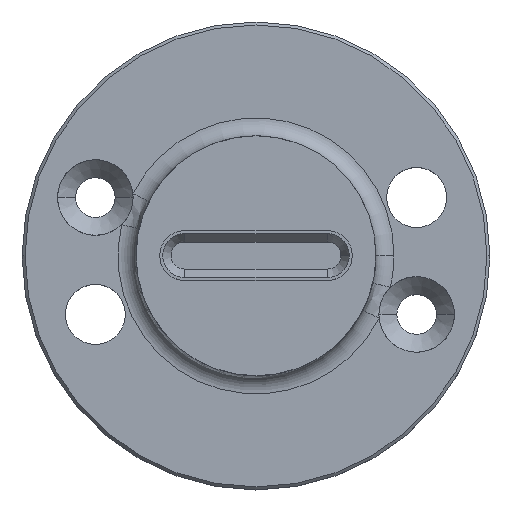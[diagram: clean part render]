
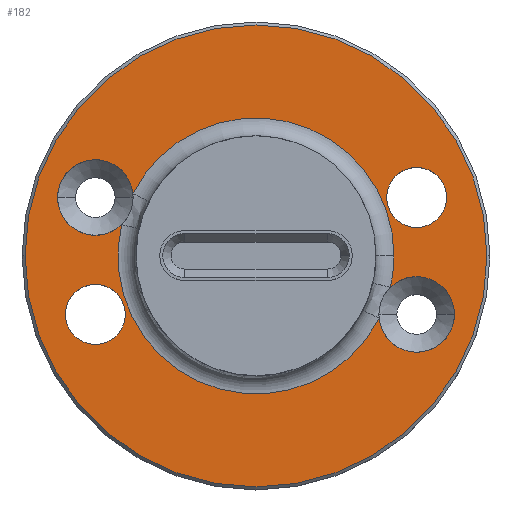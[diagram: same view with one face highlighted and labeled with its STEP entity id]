
A CAD part, top view. The second image highlights one B-rep face of the part: STEP entity #182.
In plain terms, the highlighted planar face has unit normal (0, 0, 1).
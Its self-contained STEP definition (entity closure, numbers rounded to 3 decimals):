
#9 = DIRECTION ( 'NONE',  ( 0., 0., 1. ) ) ;
#26 = CARTESIAN_POINT ( 'NONE',  ( 20.515, -10.399, 10. ) ) ;
#27 = AXIS2_PLACEMENT_3D ( 'NONE', #1500, #135, #499 ) ;
#39 = CIRCLE ( 'NONE', #539, 6.3 ) ;
#44 = CARTESIAN_POINT ( 'NONE',  ( 23., 0., 10. ) ) ;
#62 = AXIS2_PLACEMENT_3D ( 'NONE', #616, #856, #98 ) ;
#63 = CARTESIAN_POINT ( 'NONE',  ( 21.781, 9.748, 10. ) ) ;
#69 = VERTEX_POINT ( 'NONE', #274 ) ;
#70 = DIRECTION ( 'NONE',  ( 1., 0., 0. ) ) ;
#86 = ORIENTED_EDGE ( 'NONE', *, *, #1427, .F. ) ;
#93 = EDGE_CURVE ( 'NONE', #1194, #1509, #39, .T. ) ;
#98 = DIRECTION ( 'NONE',  ( 1., 0., 0. ) ) ;
#101 = FACE_BOUND ( 'NONE', #894, .T. ) ;
#119 = AXIS2_PLACEMENT_3D ( 'NONE', #1543, #580, #764 ) ;
#135 = DIRECTION ( 'NONE',  ( 0., 0., 1. ) ) ;
#142 = CARTESIAN_POINT ( 'NONE',  ( -26.781, 9.748, 10. ) ) ;
#182 = ADVANCED_FACE ( 'NONE', ( #1516, #1396, #101, #754 ), #646, .T. ) ;
#198 = AXIS2_PLACEMENT_3D ( 'NONE', #868, #1376, #1497 ) ;
#200 = CARTESIAN_POINT ( 'NONE',  ( -20.515, 10.399, 10. ) ) ;
#203 = CARTESIAN_POINT ( 'NONE',  ( -21.781, -9.748, 10. ) ) ;
#208 = CARTESIAN_POINT ( 'NONE',  ( 38.5, 0., 10. ) ) ;
#213 = EDGE_CURVE ( 'NONE', #736, #353, #936, .T. ) ;
#234 = CARTESIAN_POINT ( 'NONE',  ( -31.781, -9.748, 10. ) ) ;
#235 = ORIENTED_EDGE ( 'NONE', *, *, #213, .F. ) ;
#247 = DIRECTION ( 'NONE',  ( 0., 0., -1. ) ) ;
#267 = EDGE_LOOP ( 'NONE', ( #634, #235 ) ) ;
#274 = CARTESIAN_POINT ( 'NONE',  ( 33.081, -9.748, 10. ) ) ;
#350 = EDGE_CURVE ( 'NONE', #1102, #1273, #688, .T. ) ;
#353 = VERTEX_POINT ( 'NONE', #1053 ) ;
#403 = CARTESIAN_POINT ( 'NONE',  ( -38.5, 0., 10. ) ) ;
#410 = EDGE_CURVE ( 'NONE', #1009, #1513, #1251, .T. ) ;
#452 = AXIS2_PLACEMENT_3D ( 'NONE', #622, #1353, #489 ) ;
#456 = ORIENTED_EDGE ( 'NONE', *, *, #632, .F. ) ;
#459 = CARTESIAN_POINT ( 'NONE',  ( 22.4, -5.221, 10. ) ) ;
#489 = DIRECTION ( 'NONE',  ( 1., 0., 0. ) ) ;
#499 = DIRECTION ( 'NONE',  ( 1., 0., 0. ) ) ;
#537 = VERTEX_POINT ( 'NONE', #44 ) ;
#539 = AXIS2_PLACEMENT_3D ( 'NONE', #142, #1391, #1176 ) ;
#543 = AXIS2_PLACEMENT_3D ( 'NONE', #1113, #247, #992 ) ;
#557 = VERTEX_POINT ( 'NONE', #26 ) ;
#561 = ORIENTED_EDGE ( 'NONE', *, *, #965, .F. ) ;
#576 = VERTEX_POINT ( 'NONE', #1524 ) ;
#580 = DIRECTION ( 'NONE',  ( 0., 0., 1. ) ) ;
#604 = CARTESIAN_POINT ( 'NONE',  ( -33.081, 9.748, 10. ) ) ;
#616 = CARTESIAN_POINT ( 'NONE',  ( 0., 0., 10. ) ) ;
#622 = CARTESIAN_POINT ( 'NONE',  ( 26.781, -9.748, 10. ) ) ;
#632 = EDGE_CURVE ( 'NONE', #1513, #1009, #1367, .T. ) ;
#634 = ORIENTED_EDGE ( 'NONE', *, *, #999, .F. ) ;
#635 = CARTESIAN_POINT ( 'NONE',  ( -26.781, -9.748, 10. ) ) ;
#638 = EDGE_LOOP ( 'NONE', ( #857, #1158 ) ) ;
#646 = PLANE ( 'NONE',  #1522 ) ;
#656 = EDGE_CURVE ( 'NONE', #557, #576, #1331, .T. ) ;
#688 = CIRCLE ( 'NONE', #759, 38.5 ) ;
#704 = CIRCLE ( 'NONE', #198, 5. ) ;
#730 = VERTEX_POINT ( 'NONE', #459 ) ;
#736 = VERTEX_POINT ( 'NONE', #63 ) ;
#737 = DIRECTION ( 'NONE',  ( 0., 0., 1. ) ) ;
#749 = DIRECTION ( 'NONE',  ( 0., 0., 1. ) ) ;
#754 = FACE_BOUND ( 'NONE', #267, .T. ) ;
#759 = AXIS2_PLACEMENT_3D ( 'NONE', #1343, #9, #761 ) ;
#761 = DIRECTION ( 'NONE',  ( 1., 0., 0. ) ) ;
#764 = DIRECTION ( 'NONE',  ( 1., 0., 0. ) ) ;
#791 = DIRECTION ( 'NONE',  ( 0., 0., 1. ) ) ;
#793 = CARTESIAN_POINT ( 'NONE',  ( -26.781, -9.748, 10. ) ) ;
#808 = DIRECTION ( 'NONE',  ( 0., 0., -1. ) ) ;
#856 = DIRECTION ( 'NONE',  ( 0., 0., 1. ) ) ;
#857 = ORIENTED_EDGE ( 'NONE', *, *, #350, .T. ) ;
#868 = CARTESIAN_POINT ( 'NONE',  ( 26.781, 9.748, 10. ) ) ;
#886 = DIRECTION ( 'NONE',  ( 1., 0., 0. ) ) ;
#894 = EDGE_LOOP ( 'NONE', ( #895, #456 ) ) ;
#895 = ORIENTED_EDGE ( 'NONE', *, *, #410, .F. ) ;
#898 = DIRECTION ( 'NONE',  ( 1., 0., 0. ) ) ;
#903 = EDGE_CURVE ( 'NONE', #557, #69, #1559, .T. ) ;
#922 = CARTESIAN_POINT ( 'NONE',  ( 0., 0., 10. ) ) ;
#936 = CIRCLE ( 'NONE', #27, 5. ) ;
#965 = EDGE_CURVE ( 'NONE', #1509, #576, #1069, .T. ) ;
#992 = DIRECTION ( 'NONE',  ( 1., 0., 0. ) ) ;
#994 = CARTESIAN_POINT ( 'NONE',  ( 0., 0., 10. ) ) ;
#999 = EDGE_CURVE ( 'NONE', #353, #736, #704, .T. ) ;
#1009 = VERTEX_POINT ( 'NONE', #203 ) ;
#1025 = ORIENTED_EDGE ( 'NONE', *, *, #1428, .T. ) ;
#1053 = CARTESIAN_POINT ( 'NONE',  ( 31.781, 9.748, 10. ) ) ;
#1069 = CIRCLE ( 'NONE', #119, 6.3 ) ;
#1076 = DIRECTION ( 'NONE',  ( 1., 0., 0. ) ) ;
#1100 = DIRECTION ( 'NONE',  ( 1., 0., 0. ) ) ;
#1102 = VERTEX_POINT ( 'NONE', #403 ) ;
#1107 = ORIENTED_EDGE ( 'NONE', *, *, #93, .F. ) ;
#1113 = CARTESIAN_POINT ( 'NONE',  ( 0., 0., 10. ) ) ;
#1130 = DIRECTION ( 'NONE',  ( 1., 0., 0. ) ) ;
#1132 = EDGE_CURVE ( 'NONE', #537, #730, #1385, .T. ) ;
#1154 = CIRCLE ( 'NONE', #62, 38.5 ) ;
#1158 = ORIENTED_EDGE ( 'NONE', *, *, #1415, .T. ) ;
#1176 = DIRECTION ( 'NONE',  ( 1., 0., 0. ) ) ;
#1194 = VERTEX_POINT ( 'NONE', #200 ) ;
#1213 = AXIS2_PLACEMENT_3D ( 'NONE', #1255, #791, #898 ) ;
#1243 = AXIS2_PLACEMENT_3D ( 'NONE', #793, #1337, #886 ) ;
#1251 = CIRCLE ( 'NONE', #1243, 5. ) ;
#1255 = CARTESIAN_POINT ( 'NONE',  ( 26.781, -9.748, 10. ) ) ;
#1273 = VERTEX_POINT ( 'NONE', #208 ) ;
#1292 = CARTESIAN_POINT ( 'NONE',  ( 0., 0., 10. ) ) ;
#1301 = AXIS2_PLACEMENT_3D ( 'NONE', #635, #737, #1076 ) ;
#1307 = ORIENTED_EDGE ( 'NONE', *, *, #1132, .T. ) ;
#1331 = CIRCLE ( 'NONE', #1461, 23. ) ;
#1337 = DIRECTION ( 'NONE',  ( 0., 0., 1. ) ) ;
#1343 = CARTESIAN_POINT ( 'NONE',  ( 0., 0., 10. ) ) ;
#1353 = DIRECTION ( 'NONE',  ( 0., 0., 1. ) ) ;
#1363 = ORIENTED_EDGE ( 'NONE', *, *, #656, .T. ) ;
#1367 = CIRCLE ( 'NONE', #1301, 5. ) ;
#1376 = DIRECTION ( 'NONE',  ( 0., 0., 1. ) ) ;
#1381 = EDGE_LOOP ( 'NONE', ( #1511, #1363, #561, #1107, #1025, #1307, #86 ) ) ;
#1385 = CIRCLE ( 'NONE', #1501, 23. ) ;
#1391 = DIRECTION ( 'NONE',  ( 0., 0., 1. ) ) ;
#1396 = FACE_BOUND ( 'NONE', #1381, .T. ) ;
#1415 = EDGE_CURVE ( 'NONE', #1273, #1102, #1154, .T. ) ;
#1427 = EDGE_CURVE ( 'NONE', #69, #730, #1471, .T. ) ;
#1428 = EDGE_CURVE ( 'NONE', #1194, #537, #1506, .T. ) ;
#1461 = AXIS2_PLACEMENT_3D ( 'NONE', #1292, #1485, #1130 ) ;
#1471 = CIRCLE ( 'NONE', #452, 6.3 ) ;
#1485 = DIRECTION ( 'NONE',  ( 0., 0., -1. ) ) ;
#1497 = DIRECTION ( 'NONE',  ( 1., 0., 0. ) ) ;
#1500 = CARTESIAN_POINT ( 'NONE',  ( 26.781, 9.748, 10. ) ) ;
#1501 = AXIS2_PLACEMENT_3D ( 'NONE', #922, #808, #70 ) ;
#1506 = CIRCLE ( 'NONE', #543, 23. ) ;
#1509 = VERTEX_POINT ( 'NONE', #604 ) ;
#1511 = ORIENTED_EDGE ( 'NONE', *, *, #903, .F. ) ;
#1513 = VERTEX_POINT ( 'NONE', #234 ) ;
#1516 = FACE_OUTER_BOUND ( 'NONE', #638, .T. ) ;
#1522 = AXIS2_PLACEMENT_3D ( 'NONE', #994, #749, #1100 ) ;
#1524 = CARTESIAN_POINT ( 'NONE',  ( -22.4, 5.221, 10. ) ) ;
#1543 = CARTESIAN_POINT ( 'NONE',  ( -26.781, 9.748, 10. ) ) ;
#1559 = CIRCLE ( 'NONE', #1213, 6.3 ) ;
